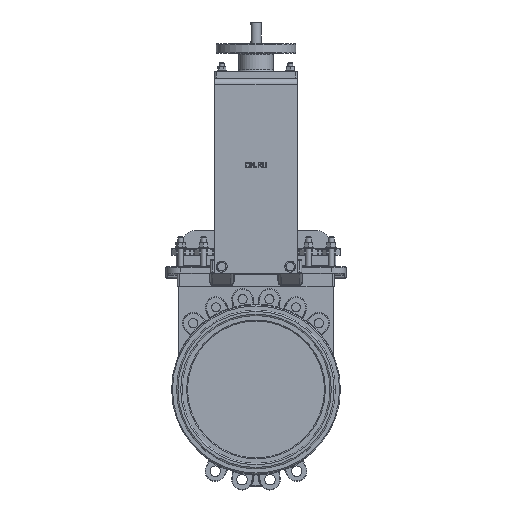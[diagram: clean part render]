
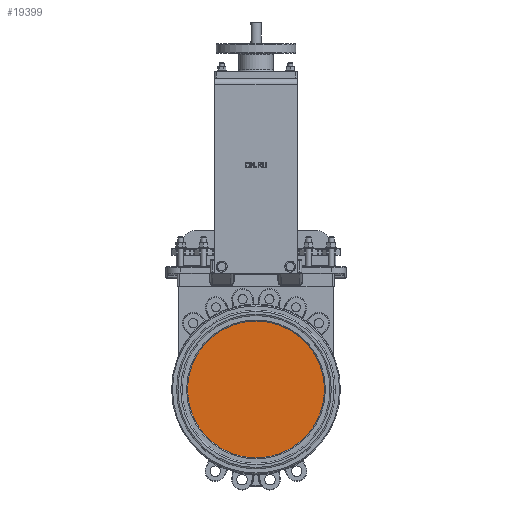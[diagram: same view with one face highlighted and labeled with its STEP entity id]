
A CAD part, top view. The second image highlights one B-rep face of the part: STEP entity #19399.
In plain terms, the highlighted planar face has unit normal (0, 0, 1).
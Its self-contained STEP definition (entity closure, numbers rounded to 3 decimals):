
#888=PLANE('',#21661);
#2287=FACE_OUTER_BOUND('',#3491,.T.);
#3491=EDGE_LOOP('',(#15794));
#4485=CIRCLE('',#21076,150.);
#8294=VERTEX_POINT('',#33419);
#10469=EDGE_CURVE('',#8294,#8294,#4485,.T.);
#15794=ORIENTED_EDGE('',*,*,#10469,.F.);
#19399=ADVANCED_FACE('',(#2287),#888,.T.);
#21076=AXIS2_PLACEMENT_3D('',#33421,#25072,#25073);
#21661=AXIS2_PLACEMENT_3D('',#36399,#26522,#26523);
#25072=DIRECTION('center_axis',(0.,0.,-1.));
#25073=DIRECTION('ref_axis',(1.,0.,0.));
#26522=DIRECTION('center_axis',(0.,0.,1.));
#26523=DIRECTION('ref_axis',(1.,0.,0.));
#33419=CARTESIAN_POINT('',(-150.,0.,15.));
#33421=CARTESIAN_POINT('Origin',(0.,0.,15.));
#36399=CARTESIAN_POINT('Origin',(0.,0.,15.));
